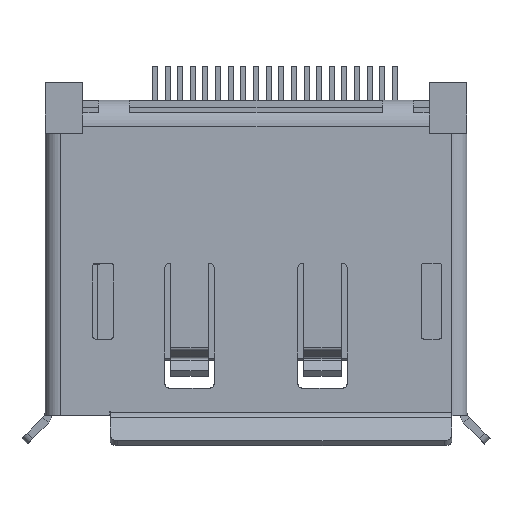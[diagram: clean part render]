
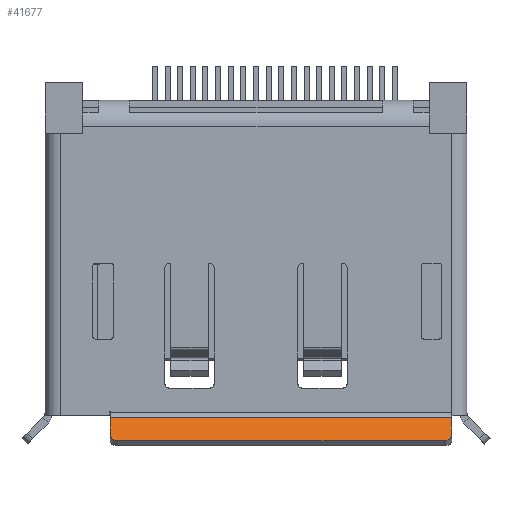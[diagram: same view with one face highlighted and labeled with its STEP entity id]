
A CAD part, top view. The second image highlights one B-rep face of the part: STEP entity #41677.
In plain terms, the highlighted planar face has unit normal (0, 0.707, 0.707).
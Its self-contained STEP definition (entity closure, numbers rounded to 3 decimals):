
#1131 = ORIENTED_EDGE ( 'NONE', *, *, #17810, .T. ) ;
#1141 = ORIENTED_EDGE ( 'NONE', *, *, #37676, .T. ) ;
#1167 = VERTEX_POINT ( 'NONE', #9460 ) ;
#2155 = EDGE_LOOP ( 'NONE', ( #16117, #1131, #37730, #17800, #42575, #1141 ) ) ;
#2479 = EDGE_CURVE ( 'NONE', #44041, #43533, #9456, .T. ) ;
#3272 = CARTESIAN_POINT ( 'NONE',  ( 7.45, -7.958, 6.898 ) ) ;
#4527 = DIRECTION ( 'NONE',  ( 0., 0.707, 0.707 ) ) ;
#4760 = DIRECTION ( 'NONE',  ( 0., 0.707, 0.707 ) ) ;
#6630 = VECTOR ( 'NONE', #12175, 1000. ) ;
#7478 = EDGE_CURVE ( 'NONE', #43533, #9422, #12397, .T. ) ;
#7527 = CARTESIAN_POINT ( 'NONE',  ( 7.45, -7.958, 6.898 ) ) ;
#9422 = VERTEX_POINT ( 'NONE', #19053 ) ;
#9456 = CIRCLE ( 'NONE', #43469, 0.3 ) ;
#9460 = CARTESIAN_POINT ( 'NONE',  ( 7.75, -7.258, 6.198 ) ) ;
#10768 = DIRECTION ( 'NONE',  ( 0., 0.707, -0.707 ) ) ;
#11706 = CIRCLE ( 'NONE', #20563, 0.3 ) ;
#12175 = DIRECTION ( 'NONE',  ( 1., 0., 0. ) ) ;
#12397 = LINE ( 'NONE', #26560, #6630 ) ;
#14482 = LINE ( 'NONE', #29127, #44339 ) ;
#16117 = ORIENTED_EDGE ( 'NONE', *, *, #39247, .F. ) ;
#17800 = ORIENTED_EDGE ( 'NONE', *, *, #7478, .T. ) ;
#17810 = EDGE_CURVE ( 'NONE', #42793, #44041, #14482, .T. ) ;
#19053 = CARTESIAN_POINT ( 'NONE',  ( 7.45, -8.17, 7.11 ) ) ;
#20563 = AXIS2_PLACEMENT_3D ( 'NONE', #7527, #4760, #28581 ) ;
#20727 = CARTESIAN_POINT ( 'NONE',  ( -5.777, -7.258, 6.198 ) ) ;
#23145 = PLANE ( 'NONE',  #28830 ) ;
#23940 = LINE ( 'NONE', #45225, #31812 ) ;
#25680 = CARTESIAN_POINT ( 'NONE',  ( -5.477, -8.17, 7.11 ) ) ;
#26387 = FACE_OUTER_BOUND ( 'NONE', #2155, .T. ) ;
#26560 = CARTESIAN_POINT ( 'NONE',  ( 7.45, -8.17, 7.11 ) ) ;
#26778 = EDGE_CURVE ( 'NONE', #9422, #30748, #11706, .T. ) ;
#27014 = DIRECTION ( 'NONE',  ( 1., 0., 0. ) ) ;
#27237 = LINE ( 'NONE', #27471, #28995 ) ;
#27471 = CARTESIAN_POINT ( 'NONE',  ( -5.777, -7.258, 6.198 ) ) ;
#27504 = DIRECTION ( 'NONE',  ( 0., -0.707, -0.707 ) ) ;
#27880 = CARTESIAN_POINT ( 'NONE',  ( 7.75, -7.958, 6.898 ) ) ;
#27970 = DIRECTION ( 'NONE',  ( 0., 0.707, -0.707 ) ) ;
#28581 = DIRECTION ( 'NONE',  ( 0., 0.707, -0.707 ) ) ;
#28830 = AXIS2_PLACEMENT_3D ( 'NONE', #3272, #27504, #27970 ) ;
#28995 = VECTOR ( 'NONE', #27014, 1000. ) ;
#29127 = CARTESIAN_POINT ( 'NONE',  ( -5.777, -7.958, 6.898 ) ) ;
#30748 = VERTEX_POINT ( 'NONE', #27880 ) ;
#31812 = VECTOR ( 'NONE', #44750, 1000. ) ;
#32333 = CARTESIAN_POINT ( 'NONE',  ( -5.477, -7.958, 6.898 ) ) ;
#34487 = CARTESIAN_POINT ( 'NONE',  ( -5.777, -7.958, 6.898 ) ) ;
#37676 = EDGE_CURVE ( 'NONE', #30748, #1167, #23940, .T. ) ;
#37730 = ORIENTED_EDGE ( 'NONE', *, *, #2479, .T. ) ;
#39247 = EDGE_CURVE ( 'NONE', #42793, #1167, #27237, .T. ) ;
#41677 = ADVANCED_FACE ( 'NONE', ( #26387 ), #23145, .F. ) ;
#42575 = ORIENTED_EDGE ( 'NONE', *, *, #26778, .T. ) ;
#42793 = VERTEX_POINT ( 'NONE', #20727 ) ;
#43248 = DIRECTION ( 'NONE',  ( 0., -0.707, 0.707 ) ) ;
#43469 = AXIS2_PLACEMENT_3D ( 'NONE', #32333, #4527, #10768 ) ;
#43533 = VERTEX_POINT ( 'NONE', #25680 ) ;
#44041 = VERTEX_POINT ( 'NONE', #34487 ) ;
#44339 = VECTOR ( 'NONE', #43248, 1000. ) ;
#44750 = DIRECTION ( 'NONE',  ( 0., 0.707, -0.707 ) ) ;
#45225 = CARTESIAN_POINT ( 'NONE',  ( 7.75, -7.17, 6.11 ) ) ;
